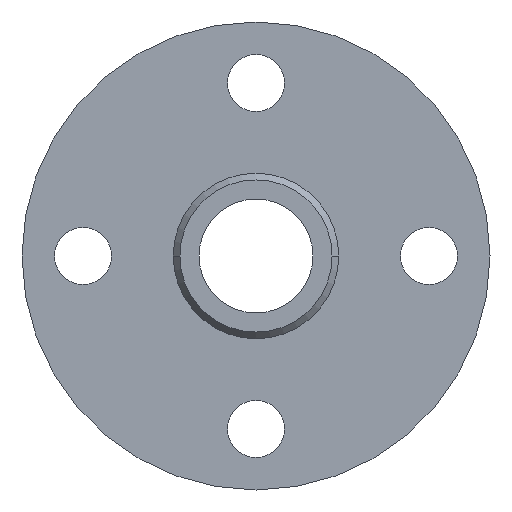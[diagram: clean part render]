
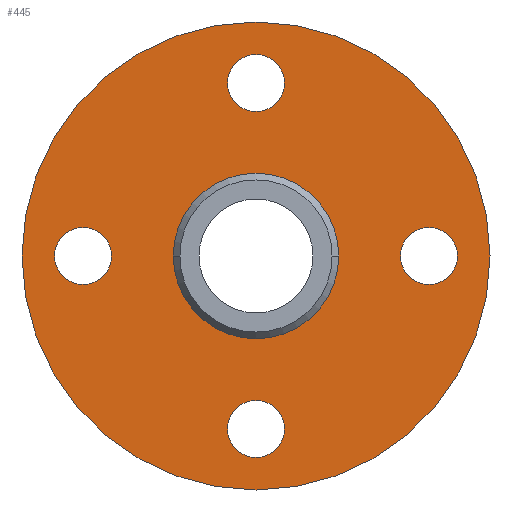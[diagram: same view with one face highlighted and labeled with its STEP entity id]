
A CAD part, front view. The second image highlights one B-rep face of the part: STEP entity #445.
In plain terms, the highlighted planar face has unit normal (0, -1, 0).
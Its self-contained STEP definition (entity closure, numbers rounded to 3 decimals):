
#15 = VERTEX_POINT ( 'NONE', #1002 ) ;
#26 = EDGE_CURVE ( 'NONE', #1006, #312, #658, .T. ) ;
#28 = DIRECTION ( 'NONE',  ( 1., 0., 0. ) ) ;
#36 = EDGE_LOOP ( 'NONE', ( #481, #831 ) ) ;
#37 = DIRECTION ( 'NONE',  ( -1., 0., 0. ) ) ;
#40 = CARTESIAN_POINT ( 'NONE',  ( -49.5, 2., 0. ) ) ;
#45 = VERTEX_POINT ( 'NONE', #40 ) ;
#46 = FACE_OUTER_BOUND ( 'NONE', #981, .T. ) ;
#57 = VERTEX_POINT ( 'NONE', #1183 ) ;
#60 = CARTESIAN_POINT ( 'NONE',  ( -20.344, 2., 0. ) ) ;
#64 = CARTESIAN_POINT ( 'NONE',  ( 35.5, 2., 0. ) ) ;
#81 = DIRECTION ( 'NONE',  ( -1., 0., 0. ) ) ;
#86 = VERTEX_POINT ( 'NONE', #243 ) ;
#87 = AXIS2_PLACEMENT_3D ( 'NONE', #88, #374, #379 ) ;
#88 = CARTESIAN_POINT ( 'NONE',  ( -42.5, 2., 0. ) ) ;
#103 = VERTEX_POINT ( 'NONE', #821 ) ;
#125 = ORIENTED_EDGE ( 'NONE', *, *, #1167, .F. ) ;
#130 = ORIENTED_EDGE ( 'NONE', *, *, #477, .F. ) ;
#136 = DIRECTION ( 'NONE',  ( 0., -1., 0. ) ) ;
#147 = CIRCLE ( 'NONE', #1069, 7. ) ;
#148 = CIRCLE ( 'NONE', #410, 20.344 ) ;
#187 = CIRCLE ( 'NONE', #551, 57.5 ) ;
#207 = CARTESIAN_POINT ( 'NONE',  ( 0., 2., -42.5 ) ) ;
#211 = EDGE_CURVE ( 'NONE', #1199, #15, #187, .T. ) ;
#226 = AXIS2_PLACEMENT_3D ( 'NONE', #447, #728, #712 ) ;
#228 = CIRCLE ( 'NONE', #409, 7. ) ;
#233 = EDGE_CURVE ( 'NONE', #1137, #857, #147, .T. ) ;
#243 = CARTESIAN_POINT ( 'NONE',  ( 0., 2., 49.5 ) ) ;
#247 = DIRECTION ( 'NONE',  ( 0., -1., 0. ) ) ;
#248 = EDGE_LOOP ( 'NONE', ( #1162, #794 ) ) ;
#260 = DIRECTION ( 'NONE',  ( 0., -1., 0. ) ) ;
#270 = CIRCLE ( 'NONE', #432, 7. ) ;
#312 = VERTEX_POINT ( 'NONE', #681 ) ;
#317 = FACE_BOUND ( 'NONE', #730, .T. ) ;
#324 = CARTESIAN_POINT ( 'NONE',  ( 49.5, 2., 0. ) ) ;
#332 = AXIS2_PLACEMENT_3D ( 'NONE', #475, #260, #632 ) ;
#337 = EDGE_CURVE ( 'NONE', #15, #1199, #1109, .T. ) ;
#338 = FACE_BOUND ( 'NONE', #822, .T. ) ;
#346 = ORIENTED_EDGE ( 'NONE', *, *, #211, .F. ) ;
#354 = CIRCLE ( 'NONE', #87, 7. ) ;
#359 = CARTESIAN_POINT ( 'NONE',  ( 20.344, 2., 0. ) ) ;
#363 = CARTESIAN_POINT ( 'NONE',  ( -42.5, 2., 0. ) ) ;
#368 = EDGE_CURVE ( 'NONE', #103, #57, #389, .T. ) ;
#374 = DIRECTION ( 'NONE',  ( 0., -1., 0. ) ) ;
#379 = DIRECTION ( 'NONE',  ( 0., 0., -1. ) ) ;
#389 = CIRCLE ( 'NONE', #676, 7. ) ;
#400 = DIRECTION ( 'NONE',  ( 0., 0., -1. ) ) ;
#409 = AXIS2_PLACEMENT_3D ( 'NONE', #710, #727, #1095 ) ;
#410 = AXIS2_PLACEMENT_3D ( 'NONE', #943, #1144, #1150 ) ;
#416 = CARTESIAN_POINT ( 'NONE',  ( 0., 2., 0. ) ) ;
#432 = AXIS2_PLACEMENT_3D ( 'NONE', #1084, #247, #37 ) ;
#443 = EDGE_LOOP ( 'NONE', ( #130, #1128 ) ) ;
#445 = ADVANCED_FACE ( 'NONE', ( #338, #317, #629, #896, #1081, #46 ), #1001, .T. ) ;
#447 = CARTESIAN_POINT ( 'NONE',  ( 0., 2., 0. ) ) ;
#450 = CIRCLE ( 'NONE', #1129, 7. ) ;
#470 = CARTESIAN_POINT ( 'NONE',  ( 0., 2., 0. ) ) ;
#475 = CARTESIAN_POINT ( 'NONE',  ( 0., 2., 42.5 ) ) ;
#477 = EDGE_CURVE ( 'NONE', #857, #1137, #228, .T. ) ;
#481 = ORIENTED_EDGE ( 'NONE', *, *, #719, .T. ) ;
#496 = DIRECTION ( 'NONE',  ( 0., 1., 0. ) ) ;
#499 = CARTESIAN_POINT ( 'NONE',  ( 0., 2., 35.5 ) ) ;
#551 = AXIS2_PLACEMENT_3D ( 'NONE', #470, #1025, #81 ) ;
#565 = ORIENTED_EDGE ( 'NONE', *, *, #1090, .F. ) ;
#582 = CARTESIAN_POINT ( 'NONE',  ( 42.5, 2., 0. ) ) ;
#590 = DIRECTION ( 'NONE',  ( 0., -1., 0. ) ) ;
#592 = EDGE_CURVE ( 'NONE', #45, #659, #354, .T. ) ;
#621 = CARTESIAN_POINT ( 'NONE',  ( 0., 2., -42.5 ) ) ;
#629 = FACE_BOUND ( 'NONE', #443, .T. ) ;
#632 = DIRECTION ( 'NONE',  ( -1., 0., 0. ) ) ;
#658 = CIRCLE ( 'NONE', #226, 20.344 ) ;
#659 = VERTEX_POINT ( 'NONE', #753 ) ;
#668 = DIRECTION ( 'NONE',  ( 0., -1., 0. ) ) ;
#676 = AXIS2_PLACEMENT_3D ( 'NONE', #207, #590, #28 ) ;
#681 = CARTESIAN_POINT ( 'NONE',  ( -20.344, 2., 0. ) ) ;
#690 = VERTEX_POINT ( 'NONE', #499 ) ;
#708 = DIRECTION ( 'NONE',  ( 0., -1., 0. ) ) ;
#710 = CARTESIAN_POINT ( 'NONE',  ( 42.5, 2., 0. ) ) ;
#712 = DIRECTION ( 'NONE',  ( -1., 0., 0. ) ) ;
#719 = EDGE_CURVE ( 'NONE', #312, #1006, #148, .T. ) ;
#727 = DIRECTION ( 'NONE',  ( 0., -1., 0. ) ) ;
#728 = DIRECTION ( 'NONE',  ( 0., 1., 0. ) ) ;
#730 = EDGE_LOOP ( 'NONE', ( #978, #565 ) ) ;
#733 = DIRECTION ( 'NONE',  ( 0., -1., 0. ) ) ;
#753 = CARTESIAN_POINT ( 'NONE',  ( -35.5, 2., 0. ) ) ;
#767 = CARTESIAN_POINT ( 'NONE',  ( -57.5, 2., 0. ) ) ;
#778 = AXIS2_PLACEMENT_3D ( 'NONE', #416, #496, #789 ) ;
#787 = DIRECTION ( 'NONE',  ( 1., 0., 0. ) ) ;
#789 = DIRECTION ( 'NONE',  ( -1., 0., 0. ) ) ;
#794 = ORIENTED_EDGE ( 'NONE', *, *, #368, .F. ) ;
#821 = CARTESIAN_POINT ( 'NONE',  ( 0., 2., -35.5 ) ) ;
#822 = EDGE_LOOP ( 'NONE', ( #947, #125 ) ) ;
#831 = ORIENTED_EDGE ( 'NONE', *, *, #26, .T. ) ;
#857 = VERTEX_POINT ( 'NONE', #324 ) ;
#861 = DIRECTION ( 'NONE',  ( 0., 0., 1. ) ) ;
#864 = AXIS2_PLACEMENT_3D ( 'NONE', #621, #708, #787 ) ;
#896 = FACE_BOUND ( 'NONE', #248, .T. ) ;
#921 = EDGE_CURVE ( 'NONE', #57, #103, #1071, .T. ) ;
#943 = CARTESIAN_POINT ( 'NONE',  ( 0., 2., 0. ) ) ;
#947 = ORIENTED_EDGE ( 'NONE', *, *, #592, .F. ) ;
#950 = AXIS2_PLACEMENT_3D ( 'NONE', #60, #136, #1074 ) ;
#953 = EDGE_CURVE ( 'NONE', #86, #690, #270, .T. ) ;
#978 = ORIENTED_EDGE ( 'NONE', *, *, #953, .F. ) ;
#981 = EDGE_LOOP ( 'NONE', ( #346, #1073 ) ) ;
#1001 = PLANE ( 'NONE',  #950 ) ;
#1002 = CARTESIAN_POINT ( 'NONE',  ( 57.5, 2., 0. ) ) ;
#1006 = VERTEX_POINT ( 'NONE', #359 ) ;
#1025 = DIRECTION ( 'NONE',  ( 0., 1., 0. ) ) ;
#1069 = AXIS2_PLACEMENT_3D ( 'NONE', #582, #668, #861 ) ;
#1071 = CIRCLE ( 'NONE', #864, 7. ) ;
#1073 = ORIENTED_EDGE ( 'NONE', *, *, #337, .F. ) ;
#1074 = DIRECTION ( 'NONE',  ( 1., 0., 0. ) ) ;
#1081 = FACE_BOUND ( 'NONE', #36, .T. ) ;
#1084 = CARTESIAN_POINT ( 'NONE',  ( 0., 2., 42.5 ) ) ;
#1090 = EDGE_CURVE ( 'NONE', #690, #86, #1113, .T. ) ;
#1095 = DIRECTION ( 'NONE',  ( 0., 0., 1. ) ) ;
#1109 = CIRCLE ( 'NONE', #778, 57.5 ) ;
#1113 = CIRCLE ( 'NONE', #332, 7. ) ;
#1128 = ORIENTED_EDGE ( 'NONE', *, *, #233, .F. ) ;
#1129 = AXIS2_PLACEMENT_3D ( 'NONE', #363, #733, #400 ) ;
#1137 = VERTEX_POINT ( 'NONE', #64 ) ;
#1144 = DIRECTION ( 'NONE',  ( 0., 1., 0. ) ) ;
#1150 = DIRECTION ( 'NONE',  ( -1., 0., 0. ) ) ;
#1162 = ORIENTED_EDGE ( 'NONE', *, *, #921, .F. ) ;
#1167 = EDGE_CURVE ( 'NONE', #659, #45, #450, .T. ) ;
#1183 = CARTESIAN_POINT ( 'NONE',  ( 0., 2., -49.5 ) ) ;
#1199 = VERTEX_POINT ( 'NONE', #767 ) ;
